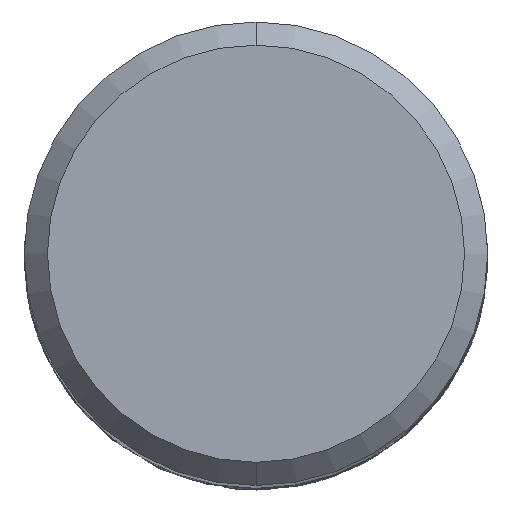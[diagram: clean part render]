
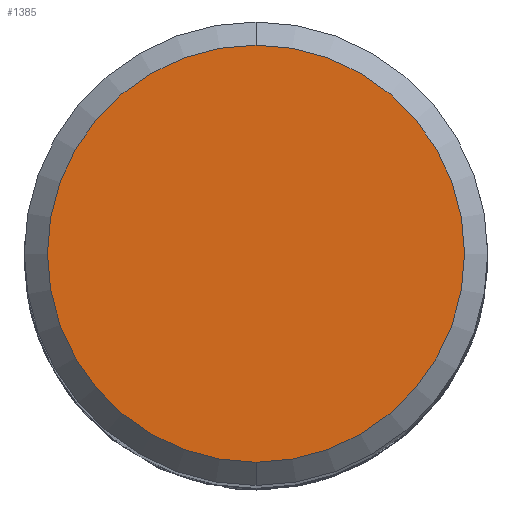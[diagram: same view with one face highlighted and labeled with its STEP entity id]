
A CAD part, top view. The second image highlights one B-rep face of the part: STEP entity #1385.
In plain terms, the highlighted planar face has unit normal (0, 0, 1).
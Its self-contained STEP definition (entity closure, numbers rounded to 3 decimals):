
#729=EDGE_CURVE('',#1135,#1471,#2116,.T.);
#1061=EDGE_CURVE('',#1471,#1135,#2480,.T.);
#1135=VERTEX_POINT('',#2564);
#1385=ADVANCED_FACE('',(#2839),#2840,.T.);
#1471=VERTEX_POINT('',#2928);
#2116=CIRCLE('',#3632,7.2);
#2480=CIRCLE('',#7031,7.2);
#2564=CARTESIAN_POINT('',(0.0,7.2,0.0));
#2839=FACE_OUTER_BOUND('',#11354,.T.);
#2840=PLANE('',#11355);
#2928=CARTESIAN_POINT('',(0.,-7.2,0.0));
#3632=AXIS2_PLACEMENT_3D('',#20911,#20912,#20913);
#7031=AXIS2_PLACEMENT_3D('',#21280,#21281,#21282);
#11354=EDGE_LOOP('',(#21706,#21707));
#11355=AXIS2_PLACEMENT_3D('',#21708,#21709,#21710);
#20911=CARTESIAN_POINT('',(0.0,0.0,0.0));
#20912=DIRECTION('',(0.0,0.0,-1.0));
#20913=DIRECTION('',(0.0,1.0,0.0));
#21280=CARTESIAN_POINT('',(0.0,0.0,0.0));
#21281=DIRECTION('',(0.0,0.0,-1.0));
#21282=DIRECTION('',(0.0,1.0,0.0));
#21706=ORIENTED_EDGE('',*,*,#729,.F.);
#21707=ORIENTED_EDGE('',*,*,#1061,.F.);
#21708=CARTESIAN_POINT('',(0.0,3.6,0.0));
#21709=DIRECTION('',(-0.0,0.0,1.0));
#21710=DIRECTION('',(0.0,-1.0,0.0));
